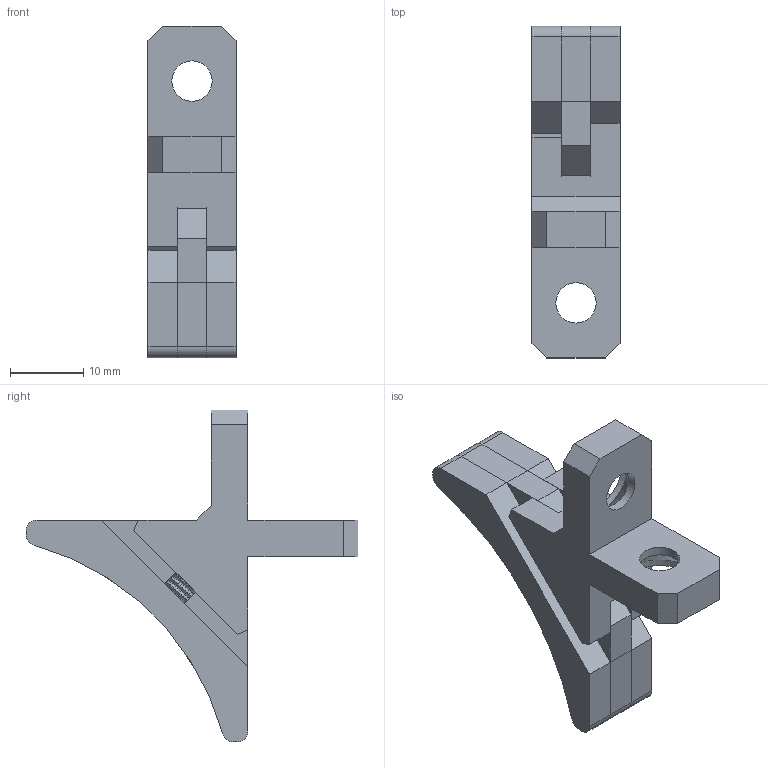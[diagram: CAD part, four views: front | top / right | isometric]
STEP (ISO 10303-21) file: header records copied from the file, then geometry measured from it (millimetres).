
FILE_DESCRIPTION(('FreeCAD Model'),'2;1');
FILE_NAME('Open CASCADE Shape Model','2024-12-02T14:22:44',(''),(''), 'Open CASCADE STEP processor 7.6','FreeCAD','Unknown');
FILE_SCHEMA(('AUTOMOTIVE_DESIGN { 1 0 10303 214 1 1 1 1 }'));
Length unit declared in the file: millimetre
Products named in the file (4): Part; Тіло001; Тіло002; M5x12-Screw
Assembly tree (3 placements, depth 2):
  Part
    Тіло001
    Тіло002
    M5x12-Screw
Bounding box: 12 x 45.25 x 45.25 mm (x, y, z)
Volume: 5323.3 mm3; surface area: 4394 mm2
Topology: 3 solids, 3 shells, 221 faces, 558 edges, 340 vertices
Faces by surface type: bspline 94, plane 61, cylinder 55, cone 10, revolution 1
Full cylindrical faces by diameter (mm): 4.224 x5, 5 x10, 5.5 x3, 10 x1, 11 x2
Entity records: 16782 total; most frequent: CARTESIAN_POINT 12276, ORIENTED_EDGE 1110, DIRECTION 594, EDGE_CURVE 555, VERTEX_POINT 339, B_SPLINE_CURVE_WITH_KNOTS 268, FACE_BOUND 226, EDGE_LOOP 226
